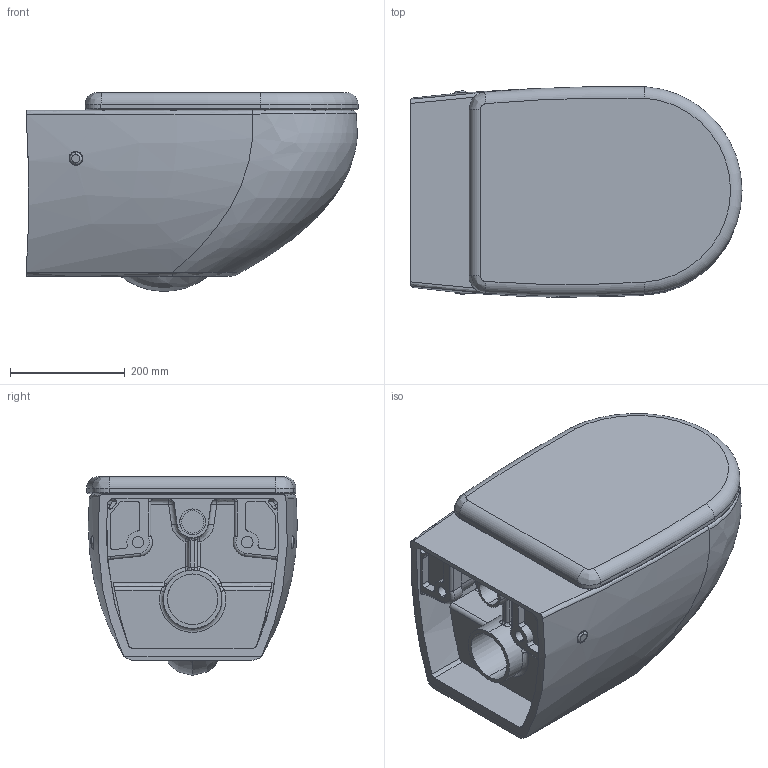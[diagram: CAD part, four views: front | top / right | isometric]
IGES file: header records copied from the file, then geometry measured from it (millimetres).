
Global section: file name: No Iges File Name specified; native system: Autodesk Inventor 2011; preprocessor: AutoDesk Inventor Iges Exporter R2011; author: Administrator; date: 20120214.153812; units: millimetre
Bounding box: 579.45 x 367.51 x 346.86 mm (x, y, z)
Volume: 32235848.5 mm3; surface area: 1581874.2 mm2
Topology: 6 solids, 6 shells, 304 faces, 756 edges, 472 vertices
Faces by surface type: bspline 109, revolution 71, plane 68, cylinder 34, torus 22
